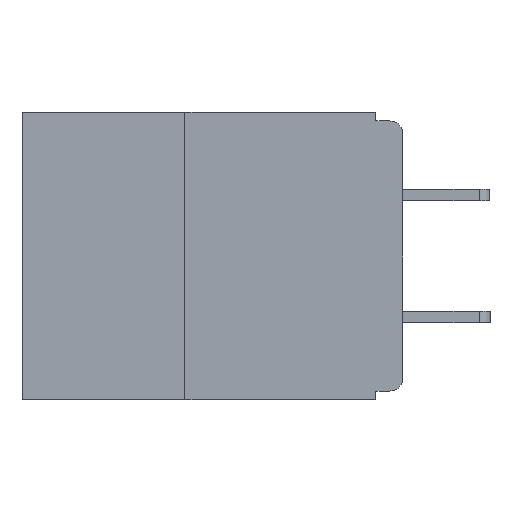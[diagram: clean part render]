
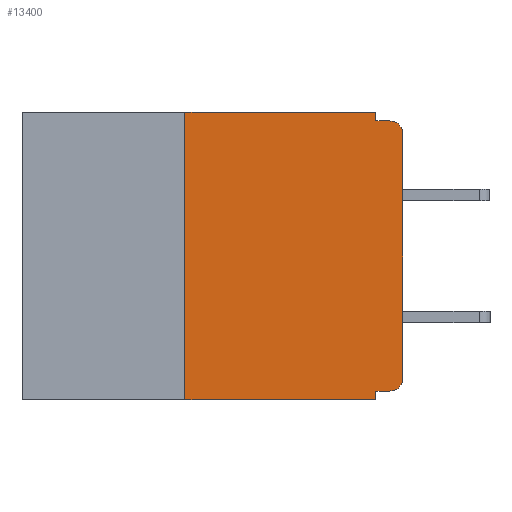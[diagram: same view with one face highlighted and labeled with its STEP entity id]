
A CAD part, left-side view. The second image highlights one B-rep face of the part: STEP entity #13400.
In plain terms, the highlighted planar face has unit normal (-1, 0, 0).
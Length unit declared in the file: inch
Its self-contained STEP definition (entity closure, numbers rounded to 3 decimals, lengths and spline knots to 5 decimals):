
#48 = VERTEX_POINT ( 'NONE', #2912 ) ;
#624 = DIRECTION ( 'NONE',  ( 0., 0., -1. ) ) ;
#643 = VERTEX_POINT ( 'NONE', #3617 ) ;
#762 = LINE ( 'NONE', #4527, #8684 ) ;
#1289 = VERTEX_POINT ( 'NONE', #8441 ) ;
#1303 = CARTESIAN_POINT ( 'NONE',  ( 0., 0.437, 0. ) ) ;
#1478 = EDGE_CURVE ( 'NONE', #1289, #48, #1734, .T. ) ;
#1513 = FACE_OUTER_BOUND ( 'NONE', #14863, .T. ) ;
#1632 = VECTOR ( 'NONE', #7913, 39.37008 ) ;
#1734 = CIRCLE ( 'NONE', #12350, 0.015 ) ;
#2069 = EDGE_CURVE ( 'NONE', #15237, #11092, #13543, .T. ) ;
#2149 = ORIENTED_EDGE ( 'NONE', *, *, #14838, .T. ) ;
#2267 = VECTOR ( 'NONE', #8569, 39.37008 ) ;
#2767 = ORIENTED_EDGE ( 'NONE', *, *, #6915, .F. ) ;
#2841 = EDGE_CURVE ( 'NONE', #15237, #10146, #5191, .T. ) ;
#2900 = EDGE_CURVE ( 'NONE', #5251, #10543, #762, .T. ) ;
#2912 = CARTESIAN_POINT ( 'NONE',  ( 0., 0., -0.305 ) ) ;
#3169 = ORIENTED_EDGE ( 'NONE', *, *, #8555, .T. ) ;
#3289 = VECTOR ( 'NONE', #14662, 39.37008 ) ;
#3617 = CARTESIAN_POINT ( 'NONE',  ( 0., 0., -0.025 ) ) ;
#3921 = VERTEX_POINT ( 'NONE', #6569 ) ;
#3998 = EDGE_CURVE ( 'NONE', #1289, #14149, #12891, .T. ) ;
#4527 = CARTESIAN_POINT ( 'NONE',  ( 0., 0., -0.01 ) ) ;
#4716 = DIRECTION ( 'NONE',  ( 0., 0., 1. ) ) ;
#4758 = CARTESIAN_POINT ( 'NONE',  ( 0., 0.25, -0.33 ) ) ;
#4921 = ORIENTED_EDGE ( 'NONE', *, *, #1478, .T. ) ;
#5191 = LINE ( 'NONE', #13832, #15048 ) ;
#5251 = VERTEX_POINT ( 'NONE', #12180 ) ;
#5571 = CARTESIAN_POINT ( 'NONE',  ( 0., 0., 0. ) ) ;
#5599 = CIRCLE ( 'NONE', #6978, 0.015 ) ;
#5965 = PLANE ( 'NONE',  #10383 ) ;
#6569 = CARTESIAN_POINT ( 'NONE',  ( 0., 0.031, 0. ) ) ;
#6751 = CARTESIAN_POINT ( 'NONE',  ( 0., 0.031, 0. ) ) ;
#6786 = DIRECTION ( 'NONE',  ( 0., 0., -1. ) ) ;
#6915 = EDGE_CURVE ( 'NONE', #3921, #5251, #12703, .T. ) ;
#6978 = AXIS2_PLACEMENT_3D ( 'NONE', #15564, #7947, #16724 ) ;
#7233 = DIRECTION ( 'NONE',  ( -1., 0., 0. ) ) ;
#7913 = DIRECTION ( 'NONE',  ( 0., -1., 0. ) ) ;
#7919 = ORIENTED_EDGE ( 'NONE', *, *, #16042, .F. ) ;
#7947 = DIRECTION ( 'NONE',  ( -1., 0., 0. ) ) ;
#8026 = EDGE_CURVE ( 'NONE', #14149, #10146, #13091, .T. ) ;
#8441 = CARTESIAN_POINT ( 'NONE',  ( 0., 0.015, -0.32 ) ) ;
#8555 = EDGE_CURVE ( 'NONE', #48, #643, #15194, .T. ) ;
#8569 = DIRECTION ( 'NONE',  ( 0., 0., -1. ) ) ;
#8623 = DIRECTION ( 'NONE',  ( 1., 0., 0. ) ) ;
#8684 = VECTOR ( 'NONE', #14945, 39.37008 ) ;
#8745 = ORIENTED_EDGE ( 'NONE', *, *, #2069, .F. ) ;
#8748 = CARTESIAN_POINT ( 'NONE',  ( 0., 0.031, -0.33 ) ) ;
#8952 = ORIENTED_EDGE ( 'NONE', *, *, #2900, .F. ) ;
#9287 = VECTOR ( 'NONE', #6786, 39.37008 ) ;
#10017 = CARTESIAN_POINT ( 'NONE',  ( 0., 0.031, -0.33 ) ) ;
#10146 = VERTEX_POINT ( 'NONE', #10017 ) ;
#10383 = AXIS2_PLACEMENT_3D ( 'NONE', #16142, #8623, #624 ) ;
#10469 = CARTESIAN_POINT ( 'NONE',  ( 0., 0.015, -0.305 ) ) ;
#10543 = VERTEX_POINT ( 'NONE', #11997 ) ;
#10702 = DIRECTION ( 'NONE',  ( 0., -1., 0. ) ) ;
#11092 = VERTEX_POINT ( 'NONE', #16787 ) ;
#11997 = CARTESIAN_POINT ( 'NONE',  ( 0., 0.015, -0.01 ) ) ;
#12112 = LINE ( 'NONE', #1303, #1632 ) ;
#12180 = CARTESIAN_POINT ( 'NONE',  ( 0., 0.031, -0.01 ) ) ;
#12223 = ORIENTED_EDGE ( 'NONE', *, *, #3998, .F. ) ;
#12350 = AXIS2_PLACEMENT_3D ( 'NONE', #10469, #7233, #16234 ) ;
#12703 = LINE ( 'NONE', #6751, #9287 ) ;
#12891 = LINE ( 'NONE', #16083, #3289 ) ;
#13091 = LINE ( 'NONE', #8748, #2267 ) ;
#13400 = ADVANCED_FACE ( 'NONE', ( #1513 ), #5965, .F. ) ;
#13438 = DIRECTION ( 'NONE',  ( 0., 0., 1. ) ) ;
#13543 = LINE ( 'NONE', #14426, #14330 ) ;
#13579 = ORIENTED_EDGE ( 'NONE', *, *, #8026, .F. ) ;
#13832 = CARTESIAN_POINT ( 'NONE',  ( 0., 0.437, -0.33 ) ) ;
#14149 = VERTEX_POINT ( 'NONE', #16225 ) ;
#14330 = VECTOR ( 'NONE', #13438, 39.37008 ) ;
#14426 = CARTESIAN_POINT ( 'NONE',  ( 0., 0.25, -0.33 ) ) ;
#14435 = VECTOR ( 'NONE', #4716, 39.37008 ) ;
#14662 = DIRECTION ( 'NONE',  ( 0., 1., 0. ) ) ;
#14838 = EDGE_CURVE ( 'NONE', #643, #10543, #5599, .T. ) ;
#14863 = EDGE_LOOP ( 'NONE', ( #3169, #2149, #8952, #2767, #7919, #8745, #16196, #13579, #12223, #4921 ) ) ;
#14945 = DIRECTION ( 'NONE',  ( 0., -1., 0. ) ) ;
#15048 = VECTOR ( 'NONE', #10702, 39.37008 ) ;
#15194 = LINE ( 'NONE', #5571, #14435 ) ;
#15237 = VERTEX_POINT ( 'NONE', #4758 ) ;
#15564 = CARTESIAN_POINT ( 'NONE',  ( 0., 0.015, -0.025 ) ) ;
#16042 = EDGE_CURVE ( 'NONE', #11092, #3921, #12112, .T. ) ;
#16083 = CARTESIAN_POINT ( 'NONE',  ( 0., 0., -0.32 ) ) ;
#16142 = CARTESIAN_POINT ( 'NONE',  ( 0., 0.437, 0. ) ) ;
#16196 = ORIENTED_EDGE ( 'NONE', *, *, #2841, .T. ) ;
#16225 = CARTESIAN_POINT ( 'NONE',  ( 0., 0.031, -0.32 ) ) ;
#16234 = DIRECTION ( 'NONE',  ( 0., 0., -1. ) ) ;
#16724 = DIRECTION ( 'NONE',  ( 0., 0., -1. ) ) ;
#16787 = CARTESIAN_POINT ( 'NONE',  ( 0., 0.25, 0. ) ) ;
